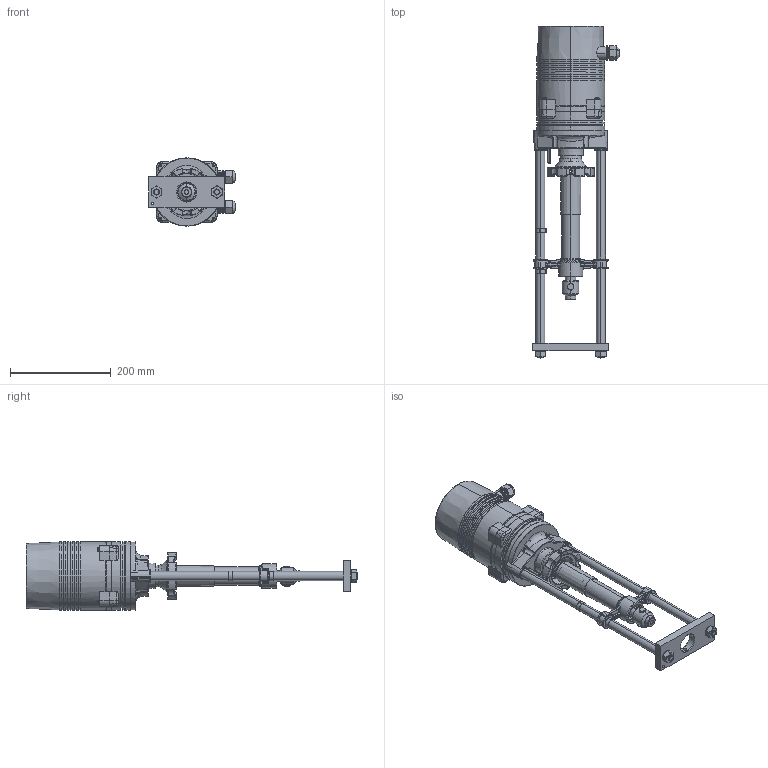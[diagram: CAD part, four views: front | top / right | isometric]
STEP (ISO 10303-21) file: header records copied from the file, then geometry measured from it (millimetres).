
FILE_DESCRIPTION (( 'STEP AP214' ), '1' );
FILE_NAME ('MC_253-503_Hub50_DN80-100_D-36939.STEP', '2014-11-27T07:47:22', ( '' ), ( '' ), 'SwSTEP 2.0', 'SolidWorks 2012', '' );
FILE_SCHEMA (( 'AUTOMOTIVE_DESIGN' ));
Length unit declared in the file: millimetre
Products named in the file (21): Federhalter; Brücke C-23360-f; lock washer for shafts_din_Lock washer DIN 6799 - 9; Verbindungsmuffe_M10_MC503__E-63545__111230; Traverse_Aufnahme_ø38-120_E-67433__111233; 竇絽res_Schutzrohr_79,5_D-38785__118116; Drehsicherung_C-34719; Rundsäule_384mm_M12-M12_E-78814__118190; Bolzen_ø12__E-46216; Verbindungsstück_M12x1,5__E-78804__118030; slotted pan head screw_din_ISO 1580 - M5 x 10 --- 10N; mUTTER m12; Klemmring Ø18+1; C_23361_Motorträger; E_70282_Führungshülse_Ø18; Elektro PG Verschraubung_gr; C_23362_Hand rad; B-10247_Getriebegehäuse; B-10248_Gehäuse 1; B-10249Deckel f MC Antrieb250_500; MC_253-503_Hub50_DN80-100_D-36939
Assembly tree (28 placements, depth 2):
  MC_253-503_Hub50_DN80-100_D-36939
    B-10249Deckel f MC Antrieb250_500
    B-10248_Gehäuse 1
    B-10247_Getriebegehäuse
    C_23362_Hand rad
    Elektro PG Verschraubung_gr  x2
    E_70282_Führungshülse_Ø18  x2
    C_23361_Motorträger
    Klemmring Ø18+1  x2
    mUTTER m12  x2
    slotted pan head screw_din_ISO 1580 - M5 x 10 --- 10N  x4
    Verbindungsstück_M12x1,5__E-78804__118030
    Bolzen_ø12__E-46216
    Rundsäule_384mm_M12-M12_E-78814__118190  x2
    Drehsicherung_C-34719
    竇絽res_Schutzrohr_79,5_D-38785__118116
    Traverse_Aufnahme_ø38-120_E-67433__111233
    Verbindungsmuffe_M10_MC503__E-63545__111230
    lock washer for shafts_din_Lock washer DIN 6799 - 9
    Brücke C-23360-f
    Federhalter
Bounding box: 171 x 657.74 x 135.12 mm (x, y, z)
Volume: 4180566.1 mm3; surface area: 498016.6 mm2
Topology: 28 solids, 28 shells, 1792 faces, 4215 edges, 2557 vertices
Faces by surface type: cylinder 494, bspline 416, plane 395, cone 335, torus 136, sphere 16
Entity records: 66539 total; most frequent: CARTESIAN_POINT 30876, ORIENTED_EDGE 7200, DIRECTION 6734, EDGE_CURVE 3600, AXIS2_PLACEMENT_3D 2854, VERTEX_POINT 2190, EDGE_LOOP 1716, CIRCLE 1664
